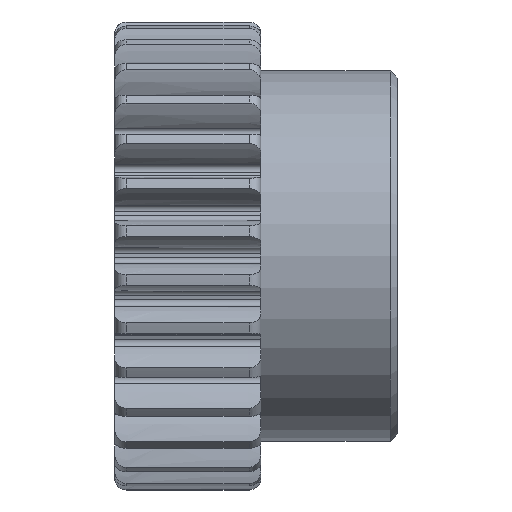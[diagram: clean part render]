
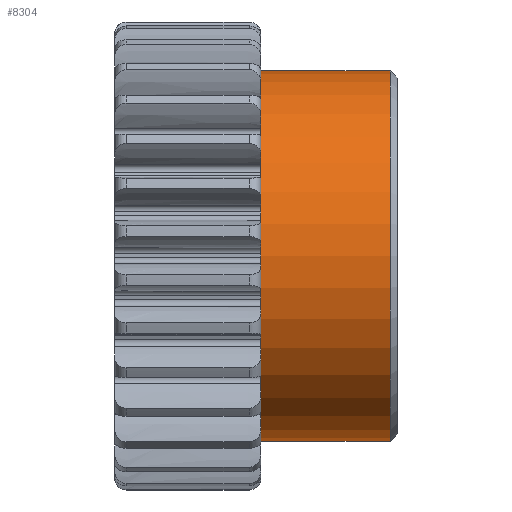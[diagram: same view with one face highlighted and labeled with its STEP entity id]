
A CAD part, top view. The second image highlights one B-rep face of the part: STEP entity #8304.
In plain terms, the highlighted cylindrical face has radius 19 mm (diameter 38 mm), a partial arc.
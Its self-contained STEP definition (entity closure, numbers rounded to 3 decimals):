
#1245=DIRECTION('',(-1.,0.,0.));
#1246=VECTOR('',#1245,13.25);
#1247=CARTESIAN_POINT('',(20.75,-19.,0.));
#1248=LINE('',#1247,#1246);
#1254=DIRECTION('',(-1.,0.,0.));
#1255=VECTOR('',#1254,13.25);
#1256=CARTESIAN_POINT('',(20.75,19.,0.));
#1257=LINE('',#1256,#1255);
#1258=CARTESIAN_POINT('',(7.5,0.,0.));
#1259=DIRECTION('',(1.,0.,0.));
#1260=DIRECTION('',(0.,1.,0.));
#1261=AXIS2_PLACEMENT_3D('',#1258,#1259,#1260);
#2308=CARTESIAN_POINT('',(20.75,0.,0.));
#2309=DIRECTION('',(1.,0.,0.));
#2310=DIRECTION('',(0.,1.,0.));
#2311=AXIS2_PLACEMENT_3D('',#2308,#2309,#2310);
#6911=CARTESIAN_POINT('',(7.5,19.,0.));
#6912=CARTESIAN_POINT('',(7.5,-19.,0.));
#6913=VERTEX_POINT('',#6911);
#6914=VERTEX_POINT('',#6912);
#6915=CARTESIAN_POINT('',(20.75,19.,0.));
#6916=VERTEX_POINT('',#6915);
#6917=CARTESIAN_POINT('',(20.75,-19.,0.));
#6918=VERTEX_POINT('',#6917);
#8293=CARTESIAN_POINT('',(6.8,0.,0.));
#8294=DIRECTION('',(1.,0.,0.));
#8295=DIRECTION('',(0.,-1.,0.));
#8296=AXIS2_PLACEMENT_3D('',#8293,#8294,#8295);
#8297=CYLINDRICAL_SURFACE('',#8296,19.);
#8298=ORIENTED_EDGE('',*,*,#8287,.F.);
#8299=ORIENTED_EDGE('',*,*,#7915,.F.);
#8300=ORIENTED_EDGE('',*,*,#7887,.T.);
#8301=ORIENTED_EDGE('',*,*,#7912,.T.);
#8302=EDGE_LOOP('',(#8298,#8299,#8300,#8301));
#8303=FACE_OUTER_BOUND('',#8302,.F.);
#1262=CIRCLE('',#1261,19.);
#2312=CIRCLE('',#2311,19.);
#7887=EDGE_CURVE('',#6916,#6918,#2312,.T.);
#7912=EDGE_CURVE('',#6918,#6914,#1248,.T.);
#7915=EDGE_CURVE('',#6916,#6913,#1257,.T.);
#8287=EDGE_CURVE('',#6913,#6914,#1262,.T.);
#8304=ADVANCED_FACE('',(#8303),#8297,.T.);
